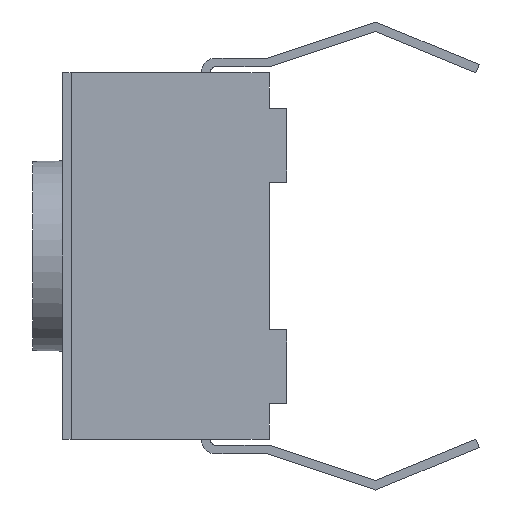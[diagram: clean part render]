
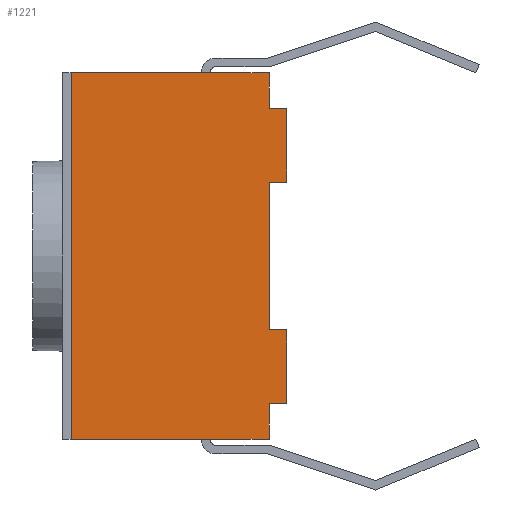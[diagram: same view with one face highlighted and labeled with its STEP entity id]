
A CAD part, left-side view. The second image highlights one B-rep face of the part: STEP entity #1221.
In plain terms, the highlighted planar face has unit normal (-1, 0, 0).
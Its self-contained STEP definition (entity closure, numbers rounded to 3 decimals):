
#216 = VECTOR ( 'NONE', #1450, 1000. ) ;
#217 = CARTESIAN_POINT ( 'NONE',  ( -3.1, -0.3, 1.25 ) ) ;
#218 = LINE ( 'NONE', #217, #216 ) ;
#219 = DIRECTION ( 'NONE',  ( 0., 1., 0. ) ) ;
#220 = VECTOR ( 'NONE', #219, 1000. ) ;
#221 = CARTESIAN_POINT ( 'NONE',  ( -3.1, -0.3, -1.25 ) ) ;
#222 = LINE ( 'NONE', #221, #220 ) ;
#1011 = EDGE_CURVE ( 'NONE', #1314, #1098, #222, .T. ) ;
#1012 = ORIENTED_EDGE ( 'NONE', *, *, #1097, .T. ) ;
#1013 = ORIENTED_EDGE ( 'NONE', *, *, #1014, .F. ) ;
#1014 = EDGE_CURVE ( 'NONE', #1015, #1095, #218, .T. ) ;
#1015 = VERTEX_POINT ( 'NONE', #2479 ) ;
#1016 = ORIENTED_EDGE ( 'NONE', *, *, #1079, .T. ) ;
#1079 = EDGE_CURVE ( 'NONE', #1015, #1080, #2517, .T. ) ;
#1080 = VERTEX_POINT ( 'NONE', #2570 ) ;
#1081 = ORIENTED_EDGE ( 'NONE', *, *, #1082, .T. ) ;
#1082 = EDGE_CURVE ( 'NONE', #1080, #1215, #2568, .T. ) ;
#1083 = ORIENTED_EDGE ( 'NONE', *, *, #1214, .T. ) ;
#1084 = ORIENTED_EDGE ( 'NONE', *, *, #1200, .F. ) ;
#1095 = VERTEX_POINT ( 'NONE', #2599 ) ;
#1097 = EDGE_CURVE ( 'NONE', #1098, #1095, #2598, .T. ) ;
#1098 = VERTEX_POINT ( 'NONE', #2594 ) ;
#1177 = EDGE_CURVE ( 'NONE', #1209, #1178, #2746, .T. ) ;
#1178 = VERTEX_POINT ( 'NONE', #2742 ) ;
#1190 = ORIENTED_EDGE ( 'NONE', *, *, #1191, .T. ) ;
#1191 = EDGE_CURVE ( 'NONE', #1209, #1300, #2733, .T. ) ;
#1198 = ORIENTED_EDGE ( 'NONE', *, *, #1177, .F. ) ;
#1200 = EDGE_CURVE ( 'NONE', #1178, #1212, #2771, .T. ) ;
#1209 = VERTEX_POINT ( 'NONE', #2758 ) ;
#1212 = VERTEX_POINT ( 'NONE', #2816 ) ;
#1214 = EDGE_CURVE ( 'NONE', #1215, #1212, #2815, .T. ) ;
#1215 = VERTEX_POINT ( 'NONE', #2811 ) ;
#1221 = ADVANCED_FACE ( 'NONE', ( #2801 ), #2800, .F. ) ;
#1222 = EDGE_LOOP ( 'NONE', ( #1308, #1309, #1312, #1315, #1012, #1013, #1016, #1081, #1083, #1084, #1198, #1190 ) ) ;
#1297 = VERTEX_POINT ( 'NONE', #2920 ) ;
#1299 = EDGE_CURVE ( 'NONE', #1300, #1297, #2919, .T. ) ;
#1300 = VERTEX_POINT ( 'NONE', #2915 ) ;
#1308 = ORIENTED_EDGE ( 'NONE', *, *, #1299, .T. ) ;
#1309 = ORIENTED_EDGE ( 'NONE', *, *, #1310, .F. ) ;
#1310 = EDGE_CURVE ( 'NONE', #1311, #1297, #2969, .T. ) ;
#1311 = VERTEX_POINT ( 'NONE', #2965 ) ;
#1312 = ORIENTED_EDGE ( 'NONE', *, *, #1313, .F. ) ;
#1313 = EDGE_CURVE ( 'NONE', #1314, #1311, #2964, .T. ) ;
#1314 = VERTEX_POINT ( 'NONE', #2960 ) ;
#1315 = ORIENTED_EDGE ( 'NONE', *, *, #1011, .T. ) ;
#1450 = DIRECTION ( 'NONE',  ( 0., 1., 0. ) ) ;
#2479 = CARTESIAN_POINT ( 'NONE',  ( -3.1, -0.3, 1.25 ) ) ;
#2513 = CARTESIAN_POINT ( 'NONE',  ( -3.1, -0.3, 2.5 ) ) ;
#2517 = LINE ( 'NONE', #2513, #2572 ) ;
#2565 = DIRECTION ( 'NONE',  ( 0., 1., 0. ) ) ;
#2566 = VECTOR ( 'NONE', #2565, 1000. ) ;
#2567 = CARTESIAN_POINT ( 'NONE',  ( -3.1, -0.3, 2.5 ) ) ;
#2568 = LINE ( 'NONE', #2567, #2566 ) ;
#2570 = CARTESIAN_POINT ( 'NONE',  ( -3.1, -0.3, 2.5 ) ) ;
#2571 = DIRECTION ( 'NONE',  ( 0., 0., 1. ) ) ;
#2572 = VECTOR ( 'NONE', #2571, 1000. ) ;
#2594 = CARTESIAN_POINT ( 'NONE',  ( -3.1, 0., -1.25 ) ) ;
#2595 = DIRECTION ( 'NONE',  ( 0., 0., 1. ) ) ;
#2596 = VECTOR ( 'NONE', #2595, 1000. ) ;
#2597 = CARTESIAN_POINT ( 'NONE',  ( -3.1, 0., 3.1 ) ) ;
#2598 = LINE ( 'NONE', #2597, #2596 ) ;
#2599 = CARTESIAN_POINT ( 'NONE',  ( -3.1, 0., 1.25 ) ) ;
#2727 = DIRECTION ( 'NONE',  ( 0., -1., 0. ) ) ;
#2728 = VECTOR ( 'NONE', #2727, 1000. ) ;
#2729 = CARTESIAN_POINT ( 'NONE',  ( -3.1, 3.35, -3.1 ) ) ;
#2733 = LINE ( 'NONE', #2729, #2728 ) ;
#2742 = CARTESIAN_POINT ( 'NONE',  ( -3.1, 3.35, 3.1 ) ) ;
#2743 = DIRECTION ( 'NONE',  ( 0., 0., 1. ) ) ;
#2744 = VECTOR ( 'NONE', #2743, 1000. ) ;
#2745 = CARTESIAN_POINT ( 'NONE',  ( -3.1, 3.35, 3.1 ) ) ;
#2746 = LINE ( 'NONE', #2745, #2744 ) ;
#2758 = CARTESIAN_POINT ( 'NONE',  ( -3.1, 3.35, -3.1 ) ) ;
#2768 = DIRECTION ( 'NONE',  ( 0., -1., 0. ) ) ;
#2769 = VECTOR ( 'NONE', #2768, 1000. ) ;
#2770 = CARTESIAN_POINT ( 'NONE',  ( -3.1, 3.35, 3.1 ) ) ;
#2771 = LINE ( 'NONE', #2770, #2769 ) ;
#2796 = DIRECTION ( 'NONE',  ( 0., 0., -1. ) ) ;
#2797 = DIRECTION ( 'NONE',  ( 1., 0., 0. ) ) ;
#2798 = CARTESIAN_POINT ( 'NONE',  ( -3.1, 3.35, 3.1 ) ) ;
#2799 = AXIS2_PLACEMENT_3D ( 'NONE', #2798, #2797, #2796 ) ;
#2800 = PLANE ( 'NONE',  #2799 ) ;
#2801 = FACE_OUTER_BOUND ( 'NONE', #1222, .T. ) ;
#2811 = CARTESIAN_POINT ( 'NONE',  ( -3.1, 0., 2.5 ) ) ;
#2812 = DIRECTION ( 'NONE',  ( 0., 0., 1. ) ) ;
#2813 = VECTOR ( 'NONE', #2812, 1000. ) ;
#2814 = CARTESIAN_POINT ( 'NONE',  ( -3.1, 0., 3.1 ) ) ;
#2815 = LINE ( 'NONE', #2814, #2813 ) ;
#2816 = CARTESIAN_POINT ( 'NONE',  ( -3.1, 0., 3.1 ) ) ;
#2915 = CARTESIAN_POINT ( 'NONE',  ( -3.1, 0., -3.1 ) ) ;
#2916 = DIRECTION ( 'NONE',  ( 0., 0., 1. ) ) ;
#2917 = VECTOR ( 'NONE', #2916, 1000. ) ;
#2918 = CARTESIAN_POINT ( 'NONE',  ( -3.1, 0., 3.1 ) ) ;
#2919 = LINE ( 'NONE', #2918, #2917 ) ;
#2920 = CARTESIAN_POINT ( 'NONE',  ( -3.1, 0., -2.5 ) ) ;
#2960 = CARTESIAN_POINT ( 'NONE',  ( -3.1, -0.3, -1.25 ) ) ;
#2961 = DIRECTION ( 'NONE',  ( 0., 0., -1. ) ) ;
#2962 = VECTOR ( 'NONE', #2961, 1000. ) ;
#2963 = CARTESIAN_POINT ( 'NONE',  ( -3.1, -0.3, -2.5 ) ) ;
#2964 = LINE ( 'NONE', #2963, #2962 ) ;
#2965 = CARTESIAN_POINT ( 'NONE',  ( -3.1, -0.3, -2.5 ) ) ;
#2966 = DIRECTION ( 'NONE',  ( 0., 1., 0. ) ) ;
#2967 = VECTOR ( 'NONE', #2966, 1000. ) ;
#2968 = CARTESIAN_POINT ( 'NONE',  ( -3.1, -0.3, -2.5 ) ) ;
#2969 = LINE ( 'NONE', #2968, #2967 ) ;
